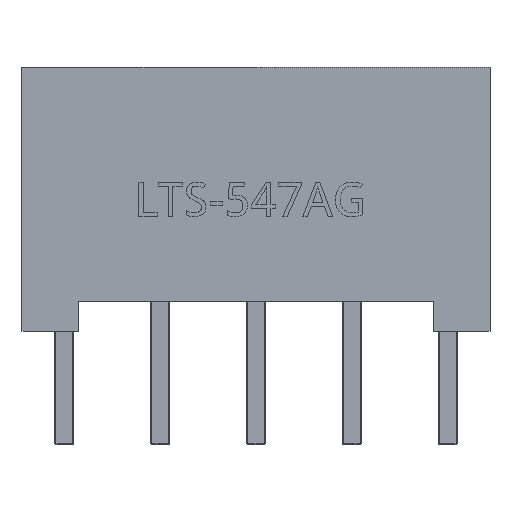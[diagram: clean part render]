
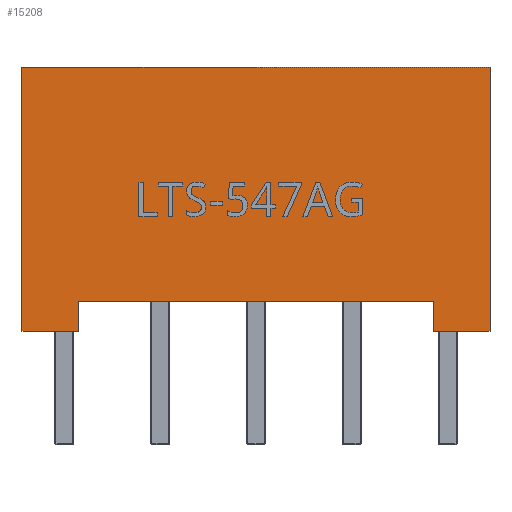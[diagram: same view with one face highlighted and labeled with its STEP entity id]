
A CAD part, front view. The second image highlights one B-rep face of the part: STEP entity #15208.
In plain terms, the highlighted planar face has unit normal (0, -1, 0).
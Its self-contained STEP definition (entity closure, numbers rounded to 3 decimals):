
#12611 = PLANE('',#12612);
#12612 = AXIS2_PLACEMENT_3D('',#12613,#12614,#12615);
#12613 = CARTESIAN_POINT('',(-6.2,-8.775,0.));
#12614 = DIRECTION('',(-1.,0.,0.));
#12615 = DIRECTION('',(0.,1.,0.));
#12639 = PLANE('',#12640);
#12640 = AXIS2_PLACEMENT_3D('',#12641,#12642,#12643);
#12641 = CARTESIAN_POINT('',(-6.2,8.775,7.));
#12642 = DIRECTION('',(0.,0.,1.));
#12643 = DIRECTION('',(1.,0.,0.));
#12667 = PLANE('',#12668);
#12668 = AXIS2_PLACEMENT_3D('',#12669,#12670,#12671);
#12669 = CARTESIAN_POINT('',(6.2,8.775,0.));
#12670 = DIRECTION('',(1.,0.,0.));
#12671 = DIRECTION('',(0.,-1.,0.));
#13273 = VERTEX_POINT('',#13274);
#13274 = CARTESIAN_POINT('',(6.2,-8.775,7.));
#13295 = EDGE_CURVE('',#13296,#13273,#13298,.T.);
#13296 = VERTEX_POINT('',#13297);
#13297 = CARTESIAN_POINT('',(6.2,-8.775,0.));
#13298 = SURFACE_CURVE('',#13299,(#13303,#13310),.PCURVE_S1.);
#13299 = LINE('',#13300,#13301);
#13300 = CARTESIAN_POINT('',(6.2,-8.775,0.));
#13301 = VECTOR('',#13302,1.);
#13302 = DIRECTION('',(0.,0.,1.));
#13303 = PCURVE('',#12667,#13304);
#13304 = DEFINITIONAL_REPRESENTATION('',(#13305),#13309);
#13305 = LINE('',#13306,#13307);
#13306 = CARTESIAN_POINT('',(17.55,0.));
#13307 = VECTOR('',#13308,1.);
#13308 = DIRECTION('',(0.,-1.));
#13309 = ( GEOMETRIC_REPRESENTATION_CONTEXT(2) 
PARAMETRIC_REPRESENTATION_CONTEXT() REPRESENTATION_CONTEXT('2D SPACE',''
  ) );
#13310 = PCURVE('',#13311,#13316);
#13311 = PLANE('',#13312);
#13312 = AXIS2_PLACEMENT_3D('',#13313,#13314,#13315);
#13313 = CARTESIAN_POINT('',(6.2,-8.775,0.));
#13314 = DIRECTION('',(0.,-1.,0.));
#13315 = DIRECTION('',(-1.,0.,0.));
#13316 = DEFINITIONAL_REPRESENTATION('',(#13317),#13321);
#13317 = LINE('',#13318,#13319);
#13318 = CARTESIAN_POINT('',(0.,0.));
#13319 = VECTOR('',#13320,1.);
#13320 = DIRECTION('',(0.,-1.));
#13321 = ( GEOMETRIC_REPRESENTATION_CONTEXT(2) 
PARAMETRIC_REPRESENTATION_CONTEXT() REPRESENTATION_CONTEXT('2D SPACE',''
  ) );
#13339 = PLANE('',#13340);
#13340 = AXIS2_PLACEMENT_3D('',#13341,#13342,#13343);
#13341 = CARTESIAN_POINT('',(-6.2,8.775,0.));
#13342 = DIRECTION('',(0.,0.,1.));
#13343 = DIRECTION('',(1.,0.,0.));
#13433 = VERTEX_POINT('',#13434);
#13434 = CARTESIAN_POINT('',(-6.2,-8.775,7.));
#13455 = EDGE_CURVE('',#13273,#13433,#13456,.T.);
#13456 = SURFACE_CURVE('',#13457,(#13461,#13468),.PCURVE_S1.);
#13457 = LINE('',#13458,#13459);
#13458 = CARTESIAN_POINT('',(6.2,-8.775,7.));
#13459 = VECTOR('',#13460,1.);
#13460 = DIRECTION('',(-1.,0.,0.));
#13461 = PCURVE('',#12639,#13462);
#13462 = DEFINITIONAL_REPRESENTATION('',(#13463),#13467);
#13463 = LINE('',#13464,#13465);
#13464 = CARTESIAN_POINT('',(12.4,-17.55));
#13465 = VECTOR('',#13466,1.);
#13466 = DIRECTION('',(-1.,0.));
#13467 = ( GEOMETRIC_REPRESENTATION_CONTEXT(2) 
PARAMETRIC_REPRESENTATION_CONTEXT() REPRESENTATION_CONTEXT('2D SPACE',''
  ) );
#13468 = PCURVE('',#13311,#13469);
#13469 = DEFINITIONAL_REPRESENTATION('',(#13470),#13474);
#13470 = LINE('',#13471,#13472);
#13471 = CARTESIAN_POINT('',(0.,-7.));
#13472 = VECTOR('',#13473,1.);
#13473 = DIRECTION('',(1.,0.));
#13474 = ( GEOMETRIC_REPRESENTATION_CONTEXT(2) 
PARAMETRIC_REPRESENTATION_CONTEXT() REPRESENTATION_CONTEXT('2D SPACE',''
  ) );
#14478 = VERTEX_POINT('',#14479);
#14479 = CARTESIAN_POINT('',(-6.2,-8.775,0.));
#14495 = PLANE('',#14496);
#14496 = AXIS2_PLACEMENT_3D('',#14497,#14498,#14499);
#14497 = CARTESIAN_POINT('',(-6.2,8.775,0.));
#14498 = DIRECTION('',(0.,0.,1.));
#14499 = DIRECTION('',(1.,0.,0.));
#14507 = EDGE_CURVE('',#14478,#13433,#14508,.T.);
#14508 = SURFACE_CURVE('',#14509,(#14513,#14520),.PCURVE_S1.);
#14509 = LINE('',#14510,#14511);
#14510 = CARTESIAN_POINT('',(-6.2,-8.775,0.));
#14511 = VECTOR('',#14512,1.);
#14512 = DIRECTION('',(0.,0.,1.));
#14513 = PCURVE('',#12611,#14514);
#14514 = DEFINITIONAL_REPRESENTATION('',(#14515),#14519);
#14515 = LINE('',#14516,#14517);
#14516 = CARTESIAN_POINT('',(0.,0.));
#14517 = VECTOR('',#14518,1.);
#14518 = DIRECTION('',(0.,-1.));
#14519 = ( GEOMETRIC_REPRESENTATION_CONTEXT(2) 
PARAMETRIC_REPRESENTATION_CONTEXT() REPRESENTATION_CONTEXT('2D SPACE',''
  ) );
#14520 = PCURVE('',#13311,#14521);
#14521 = DEFINITIONAL_REPRESENTATION('',(#14522),#14526);
#14522 = LINE('',#14523,#14524);
#14523 = CARTESIAN_POINT('',(12.4,0.));
#14524 = VECTOR('',#14525,1.);
#14525 = DIRECTION('',(0.,-1.));
#14526 = ( GEOMETRIC_REPRESENTATION_CONTEXT(2) 
PARAMETRIC_REPRESENTATION_CONTEXT() REPRESENTATION_CONTEXT('2D SPACE',''
  ) );
#14773 = PLANE('',#14774);
#14774 = AXIS2_PLACEMENT_3D('',#14775,#14776,#14777);
#14775 = CARTESIAN_POINT('',(-4.7,-8.775,0.8));
#14776 = DIRECTION('',(0.,0.,-1.));
#14777 = DIRECTION('',(1.,0.,0.));
#15097 = PLANE('',#15098);
#15098 = AXIS2_PLACEMENT_3D('',#15099,#15100,#15101);
#15099 = CARTESIAN_POINT('',(4.7,-8.775,0.8));
#15100 = DIRECTION('',(-1.,0.,0.));
#15101 = DIRECTION('',(0.,0.,-1.));
#15166 = VERTEX_POINT('',#15167);
#15167 = CARTESIAN_POINT('',(4.7,-8.775,0.));
#15188 = EDGE_CURVE('',#13296,#15166,#15189,.T.);
#15189 = SURFACE_CURVE('',#15190,(#15194,#15201),.PCURVE_S1.);
#15190 = LINE('',#15191,#15192);
#15191 = CARTESIAN_POINT('',(6.2,-8.775,0.));
#15192 = VECTOR('',#15193,1.);
#15193 = DIRECTION('',(-1.,0.,0.));
#15194 = PCURVE('',#13339,#15195);
#15195 = DEFINITIONAL_REPRESENTATION('',(#15196),#15200);
#15196 = LINE('',#15197,#15198);
#15197 = CARTESIAN_POINT('',(12.4,-17.55));
#15198 = VECTOR('',#15199,1.);
#15199 = DIRECTION('',(-1.,0.));
#15200 = ( GEOMETRIC_REPRESENTATION_CONTEXT(2) 
PARAMETRIC_REPRESENTATION_CONTEXT() REPRESENTATION_CONTEXT('2D SPACE',''
  ) );
#15201 = PCURVE('',#13311,#15202);
#15202 = DEFINITIONAL_REPRESENTATION('',(#15203),#15207);
#15203 = LINE('',#15204,#15205);
#15204 = CARTESIAN_POINT('',(0.,0.));
#15205 = VECTOR('',#15206,1.);
#15206 = DIRECTION('',(1.,0.));
#15207 = ( GEOMETRIC_REPRESENTATION_CONTEXT(2) 
PARAMETRIC_REPRESENTATION_CONTEXT() REPRESENTATION_CONTEXT('2D SPACE',''
  ) );
#15208 = ADVANCED_FACE('',(#15209),#13311,.T.);
#15209 = FACE_BOUND('',#15210,.T.);
#15210 = EDGE_LOOP('',(#15211,#15212,#15213,#15214,#15215,#15238,#15266,
    #15289));
#15211 = ORIENTED_EDGE('',*,*,#15188,.F.);
#15212 = ORIENTED_EDGE('',*,*,#13295,.T.);
#15213 = ORIENTED_EDGE('',*,*,#13455,.T.);
#15214 = ORIENTED_EDGE('',*,*,#14507,.F.);
#15215 = ORIENTED_EDGE('',*,*,#15216,.F.);
#15216 = EDGE_CURVE('',#15217,#14478,#15219,.T.);
#15217 = VERTEX_POINT('',#15218);
#15218 = CARTESIAN_POINT('',(-4.7,-8.775,0.));
#15219 = SURFACE_CURVE('',#15220,(#15224,#15231),.PCURVE_S1.);
#15220 = LINE('',#15221,#15222);
#15221 = CARTESIAN_POINT('',(6.2,-8.775,0.));
#15222 = VECTOR('',#15223,1.);
#15223 = DIRECTION('',(-1.,0.,0.));
#15224 = PCURVE('',#13311,#15225);
#15225 = DEFINITIONAL_REPRESENTATION('',(#15226),#15230);
#15226 = LINE('',#15227,#15228);
#15227 = CARTESIAN_POINT('',(0.,0.));
#15228 = VECTOR('',#15229,1.);
#15229 = DIRECTION('',(1.,0.));
#15230 = ( GEOMETRIC_REPRESENTATION_CONTEXT(2) 
PARAMETRIC_REPRESENTATION_CONTEXT() REPRESENTATION_CONTEXT('2D SPACE',''
  ) );
#15231 = PCURVE('',#14495,#15232);
#15232 = DEFINITIONAL_REPRESENTATION('',(#15233),#15237);
#15233 = LINE('',#15234,#15235);
#15234 = CARTESIAN_POINT('',(12.4,-17.55));
#15235 = VECTOR('',#15236,1.);
#15236 = DIRECTION('',(-1.,0.));
#15237 = ( GEOMETRIC_REPRESENTATION_CONTEXT(2) 
PARAMETRIC_REPRESENTATION_CONTEXT() REPRESENTATION_CONTEXT('2D SPACE',''
  ) );
#15238 = ORIENTED_EDGE('',*,*,#15239,.T.);
#15239 = EDGE_CURVE('',#15217,#15240,#15242,.T.);
#15240 = VERTEX_POINT('',#15241);
#15241 = CARTESIAN_POINT('',(-4.7,-8.775,0.8));
#15242 = SURFACE_CURVE('',#15243,(#15247,#15254),.PCURVE_S1.);
#15243 = LINE('',#15244,#15245);
#15244 = CARTESIAN_POINT('',(-4.7,-8.775,0.));
#15245 = VECTOR('',#15246,1.);
#15246 = DIRECTION('',(0.,0.,1.));
#15247 = PCURVE('',#13311,#15248);
#15248 = DEFINITIONAL_REPRESENTATION('',(#15249),#15253);
#15249 = LINE('',#15250,#15251);
#15250 = CARTESIAN_POINT('',(10.9,0.));
#15251 = VECTOR('',#15252,1.);
#15252 = DIRECTION('',(0.,-1.));
#15253 = ( GEOMETRIC_REPRESENTATION_CONTEXT(2) 
PARAMETRIC_REPRESENTATION_CONTEXT() REPRESENTATION_CONTEXT('2D SPACE',''
  ) );
#15254 = PCURVE('',#15255,#15260);
#15255 = PLANE('',#15256);
#15256 = AXIS2_PLACEMENT_3D('',#15257,#15258,#15259);
#15257 = CARTESIAN_POINT('',(-4.7,-8.775,0.));
#15258 = DIRECTION('',(1.,0.,0.));
#15259 = DIRECTION('',(0.,0.,1.));
#15260 = DEFINITIONAL_REPRESENTATION('',(#15261),#15265);
#15261 = LINE('',#15262,#15263);
#15262 = CARTESIAN_POINT('',(0.,0.));
#15263 = VECTOR('',#15264,1.);
#15264 = DIRECTION('',(1.,0.));
#15265 = ( GEOMETRIC_REPRESENTATION_CONTEXT(2) 
PARAMETRIC_REPRESENTATION_CONTEXT() REPRESENTATION_CONTEXT('2D SPACE',''
  ) );
#15266 = ORIENTED_EDGE('',*,*,#15267,.T.);
#15267 = EDGE_CURVE('',#15240,#15268,#15270,.T.);
#15268 = VERTEX_POINT('',#15269);
#15269 = CARTESIAN_POINT('',(4.7,-8.775,0.8));
#15270 = SURFACE_CURVE('',#15271,(#15275,#15282),.PCURVE_S1.);
#15271 = LINE('',#15272,#15273);
#15272 = CARTESIAN_POINT('',(-4.7,-8.775,0.8));
#15273 = VECTOR('',#15274,1.);
#15274 = DIRECTION('',(1.,0.,0.));
#15275 = PCURVE('',#13311,#15276);
#15276 = DEFINITIONAL_REPRESENTATION('',(#15277),#15281);
#15277 = LINE('',#15278,#15279);
#15278 = CARTESIAN_POINT('',(10.9,-0.8));
#15279 = VECTOR('',#15280,1.);
#15280 = DIRECTION('',(-1.,0.));
#15281 = ( GEOMETRIC_REPRESENTATION_CONTEXT(2) 
PARAMETRIC_REPRESENTATION_CONTEXT() REPRESENTATION_CONTEXT('2D SPACE',''
  ) );
#15282 = PCURVE('',#14773,#15283);
#15283 = DEFINITIONAL_REPRESENTATION('',(#15284),#15288);
#15284 = LINE('',#15285,#15286);
#15285 = CARTESIAN_POINT('',(0.,0.));
#15286 = VECTOR('',#15287,1.);
#15287 = DIRECTION('',(1.,0.));
#15288 = ( GEOMETRIC_REPRESENTATION_CONTEXT(2) 
PARAMETRIC_REPRESENTATION_CONTEXT() REPRESENTATION_CONTEXT('2D SPACE',''
  ) );
#15289 = ORIENTED_EDGE('',*,*,#15290,.T.);
#15290 = EDGE_CURVE('',#15268,#15166,#15291,.T.);
#15291 = SURFACE_CURVE('',#15292,(#15296,#15303),.PCURVE_S1.);
#15292 = LINE('',#15293,#15294);
#15293 = CARTESIAN_POINT('',(4.7,-8.775,0.8));
#15294 = VECTOR('',#15295,1.);
#15295 = DIRECTION('',(0.,0.,-1.));
#15296 = PCURVE('',#13311,#15297);
#15297 = DEFINITIONAL_REPRESENTATION('',(#15298),#15302);
#15298 = LINE('',#15299,#15300);
#15299 = CARTESIAN_POINT('',(1.5,-0.8));
#15300 = VECTOR('',#15301,1.);
#15301 = DIRECTION('',(0.,1.));
#15302 = ( GEOMETRIC_REPRESENTATION_CONTEXT(2) 
PARAMETRIC_REPRESENTATION_CONTEXT() REPRESENTATION_CONTEXT('2D SPACE',''
  ) );
#15303 = PCURVE('',#15097,#15304);
#15304 = DEFINITIONAL_REPRESENTATION('',(#15305),#15309);
#15305 = LINE('',#15306,#15307);
#15306 = CARTESIAN_POINT('',(0.,0.));
#15307 = VECTOR('',#15308,1.);
#15308 = DIRECTION('',(1.,0.));
#15309 = ( GEOMETRIC_REPRESENTATION_CONTEXT(2) 
PARAMETRIC_REPRESENTATION_CONTEXT() REPRESENTATION_CONTEXT('2D SPACE',''
  ) );
